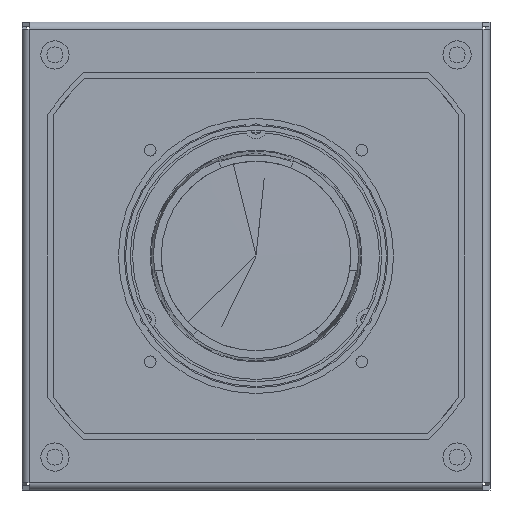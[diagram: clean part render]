
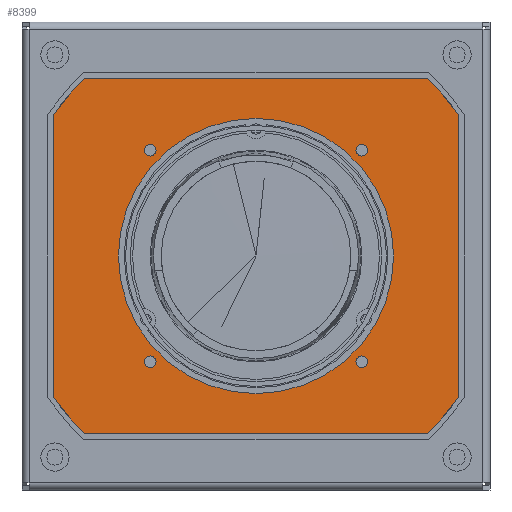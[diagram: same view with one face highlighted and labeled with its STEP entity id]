
A CAD part, front view. The second image highlights one B-rep face of the part: STEP entity #8399.
In plain terms, the highlighted face is planar.
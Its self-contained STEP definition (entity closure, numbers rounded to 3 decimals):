
#8044=CARTESIAN_POINT('',(0.,10.,0.));
#8045=DIRECTION('',(0.,-1.,0.));
#8046=DIRECTION('',(1.,0.,0.));
#8047=AXIS2_PLACEMENT_3D('',#8044,#8045,#8046);
#8049=CARTESIAN_POINT('',(0.,10.,0.));
#8050=DIRECTION('',(0.,-1.,0.));
#8051=DIRECTION('',(-1.,0.,0.));
#8052=AXIS2_PLACEMENT_3D('',#8049,#8050,#8051);
#8054=CARTESIAN_POINT('',(-45.,10.,-45.));
#8055=DIRECTION('',(0.,-1.,0.));
#8056=DIRECTION('',(1.,0.,0.));
#8057=AXIS2_PLACEMENT_3D('',#8054,#8055,#8056);
#8059=CARTESIAN_POINT('',(-45.,10.,-45.));
#8060=DIRECTION('',(0.,-1.,0.));
#8061=DIRECTION('',(-1.,0.,0.));
#8062=AXIS2_PLACEMENT_3D('',#8059,#8060,#8061);
#8064=CARTESIAN_POINT('',(-45.,10.,45.));
#8065=DIRECTION('',(0.,-1.,0.));
#8066=DIRECTION('',(1.,0.,0.));
#8067=AXIS2_PLACEMENT_3D('',#8064,#8065,#8066);
#8069=CARTESIAN_POINT('',(-45.,10.,45.));
#8070=DIRECTION('',(0.,-1.,0.));
#8071=DIRECTION('',(-1.,0.,0.));
#8072=AXIS2_PLACEMENT_3D('',#8069,#8070,#8071);
#8074=CARTESIAN_POINT('',(45.,10.,45.));
#8075=DIRECTION('',(0.,-1.,0.));
#8076=DIRECTION('',(1.,0.,0.));
#8077=AXIS2_PLACEMENT_3D('',#8074,#8075,#8076);
#8079=CARTESIAN_POINT('',(45.,10.,45.));
#8080=DIRECTION('',(0.,-1.,0.));
#8081=DIRECTION('',(-1.,0.,0.));
#8082=AXIS2_PLACEMENT_3D('',#8079,#8080,#8081);
#8084=CARTESIAN_POINT('',(45.,10.,-45.));
#8085=DIRECTION('',(0.,-1.,0.));
#8086=DIRECTION('',(1.,0.,0.));
#8087=AXIS2_PLACEMENT_3D('',#8084,#8085,#8086);
#8089=CARTESIAN_POINT('',(45.,10.,-45.));
#8090=DIRECTION('',(0.,-1.,0.));
#8091=DIRECTION('',(-1.,0.,0.));
#8092=AXIS2_PLACEMENT_3D('',#8089,#8090,#8091);
#8094=CARTESIAN_POINT('',(-94.,10.,-94.));
#8095=DIRECTION('',(0.,1.,0.));
#8096=DIRECTION('',(0.,0.,-1.));
#8097=AXIS2_PLACEMENT_3D('',#8094,#8095,#8096);
#8099=DIRECTION('',(-1.,0.,0.));
#8100=VECTOR('',#8099,188.);
#8101=CARTESIAN_POINT('',(94.,10.,-96.));
#8102=LINE('',#8101,#8100);
#8103=CARTESIAN_POINT('',(94.,10.,-94.));
#8104=DIRECTION('',(0.,1.,0.));
#8105=DIRECTION('',(1.,0.,0.));
#8106=AXIS2_PLACEMENT_3D('',#8103,#8104,#8105);
#8108=DIRECTION('',(0.,0.,-1.));
#8109=VECTOR('',#8108,188.);
#8110=CARTESIAN_POINT('',(96.,10.,94.));
#8111=LINE('',#8110,#8109);
#8112=CARTESIAN_POINT('',(94.,10.,94.));
#8113=DIRECTION('',(0.,1.,0.));
#8114=DIRECTION('',(0.,0.,1.));
#8115=AXIS2_PLACEMENT_3D('',#8112,#8113,#8114);
#8117=DIRECTION('',(1.,0.,0.));
#8118=VECTOR('',#8117,188.);
#8119=CARTESIAN_POINT('',(-94.,10.,96.));
#8120=LINE('',#8119,#8118);
#8121=CARTESIAN_POINT('',(-94.,10.,94.));
#8122=DIRECTION('',(0.,1.,0.));
#8123=DIRECTION('',(-1.,0.,0.));
#8124=AXIS2_PLACEMENT_3D('',#8121,#8122,#8123);
#8126=DIRECTION('',(0.,0.,1.));
#8127=VECTOR('',#8126,188.);
#8128=CARTESIAN_POINT('',(-96.,10.,-94.));
#8129=LINE('',#8128,#8127);
#8230=CARTESIAN_POINT('',(58.5,10.,0.));
#8231=CARTESIAN_POINT('',(-58.5,10.,0.));
#8232=VERTEX_POINT('',#8230);
#8233=VERTEX_POINT('',#8231);
#8234=CARTESIAN_POINT('',(-42.5,10.,-45.));
#8235=CARTESIAN_POINT('',(-47.5,10.,-45.));
#8236=VERTEX_POINT('',#8234);
#8237=VERTEX_POINT('',#8235);
#8238=CARTESIAN_POINT('',(-42.5,10.,45.));
#8239=CARTESIAN_POINT('',(-47.5,10.,45.));
#8240=VERTEX_POINT('',#8238);
#8241=VERTEX_POINT('',#8239);
#8242=CARTESIAN_POINT('',(47.5,10.,45.));
#8243=CARTESIAN_POINT('',(42.5,10.,45.));
#8244=VERTEX_POINT('',#8242);
#8245=VERTEX_POINT('',#8243);
#8246=CARTESIAN_POINT('',(47.5,10.,-45.));
#8247=CARTESIAN_POINT('',(42.5,10.,-45.));
#8248=VERTEX_POINT('',#8246);
#8249=VERTEX_POINT('',#8247);
#8250=CARTESIAN_POINT('',(-94.,10.,-96.));
#8251=CARTESIAN_POINT('',(-96.,10.,-94.));
#8252=VERTEX_POINT('',#8250);
#8253=VERTEX_POINT('',#8251);
#8254=CARTESIAN_POINT('',(-96.,10.,94.));
#8255=VERTEX_POINT('',#8254);
#8256=CARTESIAN_POINT('',(-94.,10.,96.));
#8257=VERTEX_POINT('',#8256);
#8258=CARTESIAN_POINT('',(94.,10.,96.));
#8259=VERTEX_POINT('',#8258);
#8260=CARTESIAN_POINT('',(96.,10.,94.));
#8261=VERTEX_POINT('',#8260);
#8262=CARTESIAN_POINT('',(96.,10.,-94.));
#8263=VERTEX_POINT('',#8262);
#8264=CARTESIAN_POINT('',(94.,10.,-96.));
#8265=VERTEX_POINT('',#8264);
#8348=CARTESIAN_POINT('',(0.,10.,0.));
#8349=DIRECTION('',(0.,1.,0.));
#8350=DIRECTION('',(1.,0.,0.));
#8351=AXIS2_PLACEMENT_3D('',#8348,#8349,#8350);
#8352=PLANE('',#8351);
#8354=ORIENTED_EDGE('',*,*,#8353,.F.);
#8356=ORIENTED_EDGE('',*,*,#8355,.F.);
#8358=ORIENTED_EDGE('',*,*,#8357,.F.);
#8360=ORIENTED_EDGE('',*,*,#8359,.F.);
#8362=ORIENTED_EDGE('',*,*,#8361,.F.);
#8364=ORIENTED_EDGE('',*,*,#8363,.F.);
#8366=ORIENTED_EDGE('',*,*,#8365,.F.);
#8368=ORIENTED_EDGE('',*,*,#8367,.F.);
#8369=EDGE_LOOP('',(#8354,#8356,#8358,#8360,#8362,#8364,#8366,#8368));
#8370=FACE_OUTER_BOUND('',#8369,.F.);
#8372=ORIENTED_EDGE('',*,*,#8371,.F.);
#8374=ORIENTED_EDGE('',*,*,#8373,.F.);
#8375=EDGE_LOOP('',(#8372,#8374));
#8376=FACE_BOUND('',#8375,.F.);
#8378=ORIENTED_EDGE('',*,*,#8377,.F.);
#8380=ORIENTED_EDGE('',*,*,#8379,.F.);
#8381=EDGE_LOOP('',(#8378,#8380));
#8382=FACE_BOUND('',#8381,.F.);
#8384=ORIENTED_EDGE('',*,*,#8383,.F.);
#8386=ORIENTED_EDGE('',*,*,#8385,.F.);
#8387=EDGE_LOOP('',(#8384,#8386));
#8388=FACE_BOUND('',#8387,.F.);
#8390=ORIENTED_EDGE('',*,*,#8389,.F.);
#8392=ORIENTED_EDGE('',*,*,#8391,.F.);
#8393=EDGE_LOOP('',(#8390,#8392));
#8394=FACE_BOUND('',#8393,.F.);
#8395=ORIENTED_EDGE('',*,*,#8328,.F.);
#8396=ORIENTED_EDGE('',*,*,#8342,.F.);
#8397=EDGE_LOOP('',(#8395,#8396));
#8398=FACE_BOUND('',#8397,.F.);
#8048=CIRCLE('',#8047,58.5);
#8053=CIRCLE('',#8052,58.5);
#8058=CIRCLE('',#8057,2.5);
#8063=CIRCLE('',#8062,2.5);
#8068=CIRCLE('',#8067,2.5);
#8073=CIRCLE('',#8072,2.5);
#8078=CIRCLE('',#8077,2.5);
#8083=CIRCLE('',#8082,2.5);
#8088=CIRCLE('',#8087,2.5);
#8093=CIRCLE('',#8092,2.5);
#8098=CIRCLE('',#8097,2.);
#8107=CIRCLE('',#8106,2.);
#8116=CIRCLE('',#8115,2.);
#8125=CIRCLE('',#8124,2.);
#8328=EDGE_CURVE('',#8232,#8233,#8048,.T.);
#8342=EDGE_CURVE('',#8233,#8232,#8053,.T.);
#8353=EDGE_CURVE('',#8252,#8253,#8098,.T.);
#8355=EDGE_CURVE('',#8265,#8252,#8102,.T.);
#8357=EDGE_CURVE('',#8263,#8265,#8107,.T.);
#8359=EDGE_CURVE('',#8261,#8263,#8111,.T.);
#8361=EDGE_CURVE('',#8259,#8261,#8116,.T.);
#8363=EDGE_CURVE('',#8257,#8259,#8120,.T.);
#8365=EDGE_CURVE('',#8255,#8257,#8125,.T.);
#8367=EDGE_CURVE('',#8253,#8255,#8129,.T.);
#8371=EDGE_CURVE('',#8236,#8237,#8058,.T.);
#8373=EDGE_CURVE('',#8237,#8236,#8063,.T.);
#8377=EDGE_CURVE('',#8240,#8241,#8068,.T.);
#8379=EDGE_CURVE('',#8241,#8240,#8073,.T.);
#8383=EDGE_CURVE('',#8244,#8245,#8078,.T.);
#8385=EDGE_CURVE('',#8245,#8244,#8083,.T.);
#8389=EDGE_CURVE('',#8248,#8249,#8088,.T.);
#8391=EDGE_CURVE('',#8249,#8248,#8093,.T.);
#8399=ADVANCED_FACE('',(#8370,#8376,#8382,#8388,#8394,#8398),#8352,.T.);
